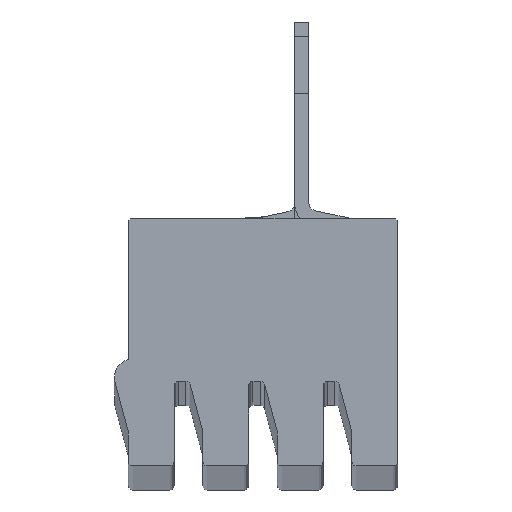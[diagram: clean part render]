
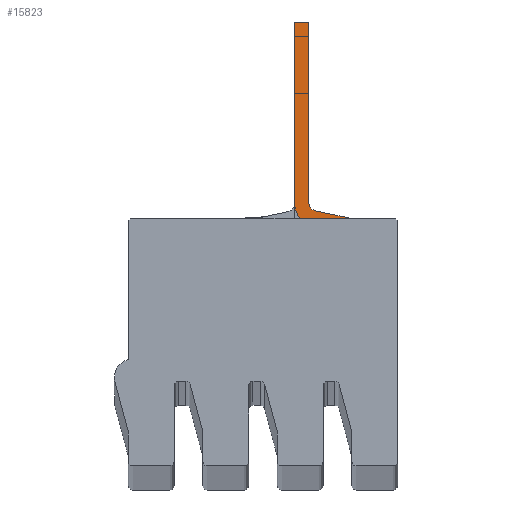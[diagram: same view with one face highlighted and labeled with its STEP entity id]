
A CAD part, top view. The second image highlights one B-rep face of the part: STEP entity #15823.
In plain terms, the highlighted planar face has unit normal (0, 0, 1).
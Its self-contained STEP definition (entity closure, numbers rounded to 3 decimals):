
#15401=DIRECTION('',(1.,0.,0.));
#15402=VECTOR('',#15401,3.494);
#15403=CARTESIAN_POINT('',(-21.105,-3.983,959.7));
#15404=LINE('',#15403,#15402);
#15415=CARTESIAN_POINT('',(-20.005,-2.963,959.7));
#15416=DIRECTION('',(0.,0.,-1.));
#15417=DIRECTION('',(-0.733,-0.68,0.));
#15418=AXIS2_PLACEMENT_3D('',#15415,#15416,#15417);
#15423=DIRECTION('',(0.,1.,0.));
#15424=VECTOR('',#15423,12.68);
#15425=CARTESIAN_POINT('',(-21.505,-2.963,959.7));
#15426=LINE('',#15425,#15424);
#15430=DIRECTION('',(1.,0.,0.));
#15431=VECTOR('',#15430,1.);
#15432=CARTESIAN_POINT('',(-21.505,9.717,959.7));
#15433=LINE('',#15432,#15431);
#15437=DIRECTION('',(0.,-1.,0.));
#15438=VECTOR('',#15437,12.674);
#15439=CARTESIAN_POINT('',(-20.505,9.717,959.7));
#15440=LINE('',#15439,#15438);
#15444=CARTESIAN_POINT('',(-20.005,-2.963,959.7));
#15445=DIRECTION('',(0.,0.,1.));
#15446=DIRECTION('',(-1.,0.013,0.));
#15447=AXIS2_PLACEMENT_3D('',#15444,#15445,#15446);
#15452=DIRECTION('',(0.978,-0.208,0.));
#15453=VECTOR('',#15452,2.553);
#15454=CARTESIAN_POINT('',(-20.109,-3.452,959.7));
#15455=LINE('',#15454,#15453);
#15591=CARTESIAN_POINT('',(-17.611,-3.983,959.7));
#15593=VERTEX_POINT('',#15591);
#15596=CARTESIAN_POINT('',(-21.105,-3.983,959.7));
#15597=VERTEX_POINT('',#15596);
#15598=CARTESIAN_POINT('',(-20.109,-3.452,959.7));
#15599=VERTEX_POINT('',#15598);
#15602=CARTESIAN_POINT('',(-21.505,-2.963,959.7));
#15603=VERTEX_POINT('',#15602);
#15604=CARTESIAN_POINT('',(-21.505,9.717,959.7));
#15605=VERTEX_POINT('',#15604);
#15606=CARTESIAN_POINT('',(-20.505,9.717,959.7));
#15607=VERTEX_POINT('',#15606);
#15608=CARTESIAN_POINT('',(-20.505,-2.957,959.7));
#15609=VERTEX_POINT('',#15608);
#15805=CARTESIAN_POINT('',(-19.239,-0.958,959.7));
#15806=DIRECTION('',(0.,0.,-1.));
#15807=DIRECTION('',(-1.,0.,0.));
#15808=AXIS2_PLACEMENT_3D('',#15805,#15806,#15807);
#15809=PLANE('',#15808);
#15810=ORIENTED_EDGE('',*,*,#15772,.F.);
#15812=ORIENTED_EDGE('',*,*,#15811,.T.);
#15814=ORIENTED_EDGE('',*,*,#15813,.T.);
#15816=ORIENTED_EDGE('',*,*,#15815,.T.);
#15817=ORIENTED_EDGE('',*,*,#15711,.T.);
#15819=ORIENTED_EDGE('',*,*,#15818,.T.);
#15820=ORIENTED_EDGE('',*,*,#15790,.T.);
#15821=EDGE_LOOP('',(#15810,#15812,#15814,#15816,#15817,#15819,#15820));
#15822=FACE_OUTER_BOUND('',#15821,.F.);
#15419=CIRCLE('',#15418,1.5);
#15448=CIRCLE('',#15447,0.5);
#15711=EDGE_CURVE('',#15607,#15609,#15440,.T.);
#15772=EDGE_CURVE('',#15597,#15593,#15404,.T.);
#15790=EDGE_CURVE('',#15599,#15593,#15455,.T.);
#15811=EDGE_CURVE('',#15597,#15603,#15419,.T.);
#15813=EDGE_CURVE('',#15603,#15605,#15426,.T.);
#15815=EDGE_CURVE('',#15605,#15607,#15433,.T.);
#15818=EDGE_CURVE('',#15609,#15599,#15448,.T.);
#15823=ADVANCED_FACE('',(#15822),#15809,.F.);
